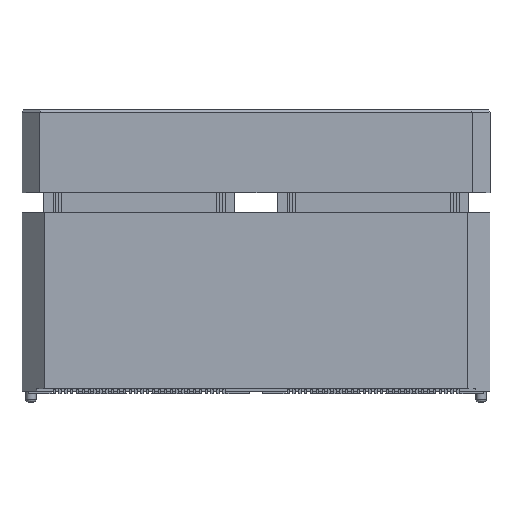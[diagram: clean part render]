
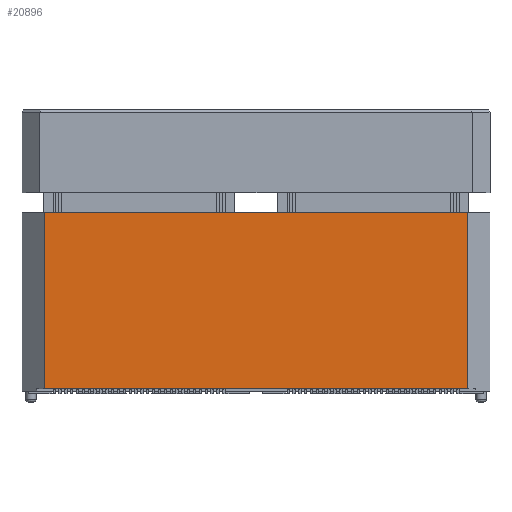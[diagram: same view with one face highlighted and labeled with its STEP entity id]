
A CAD part, front view. The second image highlights one B-rep face of the part: STEP entity #20896.
In plain terms, the highlighted planar face has unit normal (0, -1, 0).
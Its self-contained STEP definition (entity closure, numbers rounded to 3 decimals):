
#20655=CARTESIAN_POINT('',(-18.098,-3.366,0.388));
#20656=VERTEX_POINT('',#20655);
#20664=CARTESIAN_POINT('',(18.098,-3.365,0.388));
#20665=VERTEX_POINT('',#20664);
#20672=CARTESIAN_POINT('',(-18.098,-3.366,0.388));
#20673=DIRECTION('',(1.0,0.0,0.0));
#20674=VECTOR('',#20673,36.195);
#20675=LINE('',#20672,#20674);
#20676=EDGE_CURVE('',#20656,#20665,#20675,.T.);
#20775=CARTESIAN_POINT('',(18.098,-3.365,15.451));
#20776=VERTEX_POINT('',#20775);
#20783=CARTESIAN_POINT('',(18.098,-3.365,0.388));
#20784=DIRECTION('',(0.0,0.0,1.0));
#20785=VECTOR('',#20784,15.062);
#20786=LINE('',#20783,#20785);
#20787=EDGE_CURVE('',#20665,#20776,#20786,.T.);
#20873=CARTESIAN_POINT('',(-19.907,-3.365,3.349));
#20874=DIRECTION('',(0.0,-1.0,0.0));
#20875=DIRECTION('',(0.0,0.0,-1.0));
#20876=AXIS2_PLACEMENT_3D('',#20873,#20874,#20875);
#20877=PLANE('',#20876);
#20878=ORIENTED_EDGE('',*,*,#20676,.T.);
#20879=ORIENTED_EDGE('',*,*,#20787,.T.);
#20880=CARTESIAN_POINT('',(-18.098,-3.366,15.451));
#20881=VERTEX_POINT('',#20880);
#20882=CARTESIAN_POINT('',(18.098,-3.365,15.451));
#20883=DIRECTION('',(-1.0,0.0,0.0));
#20884=VECTOR('',#20883,36.195);
#20885=LINE('',#20882,#20884);
#20886=EDGE_CURVE('',#20776,#20881,#20885,.T.);
#20887=ORIENTED_EDGE('',*,*,#20886,.T.);
#20888=CARTESIAN_POINT('',(-18.098,-3.366,0.388));
#20889=DIRECTION('',(0.0,0.0,1.0));
#20890=VECTOR('',#20889,15.062);
#20891=LINE('',#20888,#20890);
#20892=EDGE_CURVE('',#20656,#20881,#20891,.T.);
#20893=ORIENTED_EDGE('',*,*,#20892,.F.);
#20894=EDGE_LOOP('',(#20878,#20879,#20887,#20893));
#20895=FACE_OUTER_BOUND('',#20894,.T.);
#20896=ADVANCED_FACE('',(#20895),#20877,.T.);
